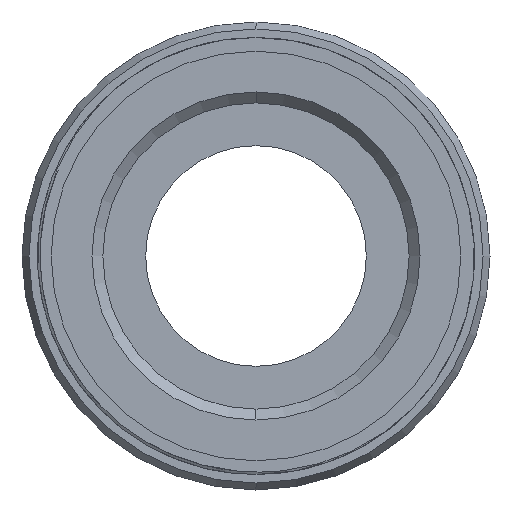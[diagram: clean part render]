
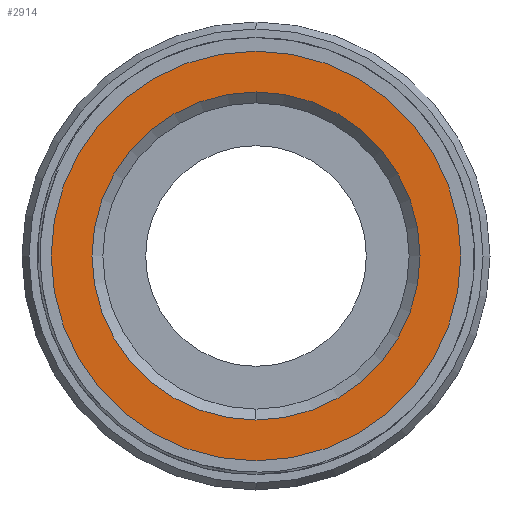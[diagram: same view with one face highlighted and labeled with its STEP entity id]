
A CAD part, left-side view. The second image highlights one B-rep face of the part: STEP entity #2914.
In plain terms, the highlighted planar face has unit normal (-1, 0, 0).
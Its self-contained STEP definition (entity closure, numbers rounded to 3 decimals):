
#77 = CARTESIAN_POINT ( 'NONE',  ( -6.75, 0., 0. ) ) ;
#97 = EDGE_CURVE ( 'NONE', #2371, #3168, #205, .T. ) ;
#136 = ORIENTED_EDGE ( 'NONE', *, *, #2631, .T. ) ;
#176 = DIRECTION ( 'NONE',  ( 0., 0., 1. ) ) ;
#197 = AXIS2_PLACEMENT_3D ( 'NONE', #3087, #2561, #1512 ) ;
#205 = CIRCLE ( 'NONE', #197, 7.507 ) ;
#369 = AXIS2_PLACEMENT_3D ( 'NONE', #77, #3140, #1318 ) ;
#434 = PLANE ( 'NONE',  #1277 ) ;
#640 = DIRECTION ( 'NONE',  ( 1., 0., 0. ) ) ;
#671 = AXIS2_PLACEMENT_3D ( 'NONE', #1932, #2718, #176 ) ;
#844 = CARTESIAN_POINT ( 'NONE',  ( -6.75, 0., 9.375 ) ) ;
#1061 = ORIENTED_EDGE ( 'NONE', *, *, #2121, .T. ) ;
#1118 = CARTESIAN_POINT ( 'NONE',  ( -6.75, 0., 0. ) ) ;
#1177 = FACE_OUTER_BOUND ( 'NONE', #3326, .T. ) ;
#1277 = AXIS2_PLACEMENT_3D ( 'NONE', #2509, #2998, #2707 ) ;
#1318 = DIRECTION ( 'NONE',  ( 0., 0., 1. ) ) ;
#1512 = DIRECTION ( 'NONE',  ( 0., 0., -1. ) ) ;
#1658 = VERTEX_POINT ( 'NONE', #844 ) ;
#1735 = FACE_BOUND ( 'NONE', #2697, .T. ) ;
#1870 = ORIENTED_EDGE ( 'NONE', *, *, #2744, .T. ) ;
#1932 = CARTESIAN_POINT ( 'NONE',  ( -6.75, 0., 0. ) ) ;
#2121 = EDGE_CURVE ( 'NONE', #3268, #1658, #2144, .T. ) ;
#2144 = CIRCLE ( 'NONE', #671, 9.375 ) ;
#2242 = CARTESIAN_POINT ( 'NONE',  ( -6.75, 0., -9.375 ) ) ;
#2371 = VERTEX_POINT ( 'NONE', #2418 ) ;
#2418 = CARTESIAN_POINT ( 'NONE',  ( -6.75, 0., 7.507 ) ) ;
#2509 = CARTESIAN_POINT ( 'NONE',  ( -6.75, 0., 0. ) ) ;
#2561 = DIRECTION ( 'NONE',  ( 1., 0., 0. ) ) ;
#2631 = EDGE_CURVE ( 'NONE', #3168, #2371, #2640, .T. ) ;
#2640 = CIRCLE ( 'NONE', #2963, 7.507 ) ;
#2697 = EDGE_LOOP ( 'NONE', ( #3342, #136 ) ) ;
#2707 = DIRECTION ( 'NONE',  ( 0., 0., -1. ) ) ;
#2718 = DIRECTION ( 'NONE',  ( -1., 0., 0. ) ) ;
#2729 = DIRECTION ( 'NONE',  ( 0., 0., -1. ) ) ;
#2744 = EDGE_CURVE ( 'NONE', #1658, #3268, #3158, .T. ) ;
#2759 = CARTESIAN_POINT ( 'NONE',  ( -6.75, 0., -7.507 ) ) ;
#2914 = ADVANCED_FACE ( 'NONE', ( #1735, #1177 ), #434, .F. ) ;
#2963 = AXIS2_PLACEMENT_3D ( 'NONE', #1118, #640, #2729 ) ;
#2998 = DIRECTION ( 'NONE',  ( 1., 0., 0. ) ) ;
#3087 = CARTESIAN_POINT ( 'NONE',  ( -6.75, 0., 0. ) ) ;
#3140 = DIRECTION ( 'NONE',  ( -1., 0., 0. ) ) ;
#3158 = CIRCLE ( 'NONE', #369, 9.375 ) ;
#3168 = VERTEX_POINT ( 'NONE', #2759 ) ;
#3268 = VERTEX_POINT ( 'NONE', #2242 ) ;
#3326 = EDGE_LOOP ( 'NONE', ( #1870, #1061 ) ) ;
#3342 = ORIENTED_EDGE ( 'NONE', *, *, #97, .T. ) ;
